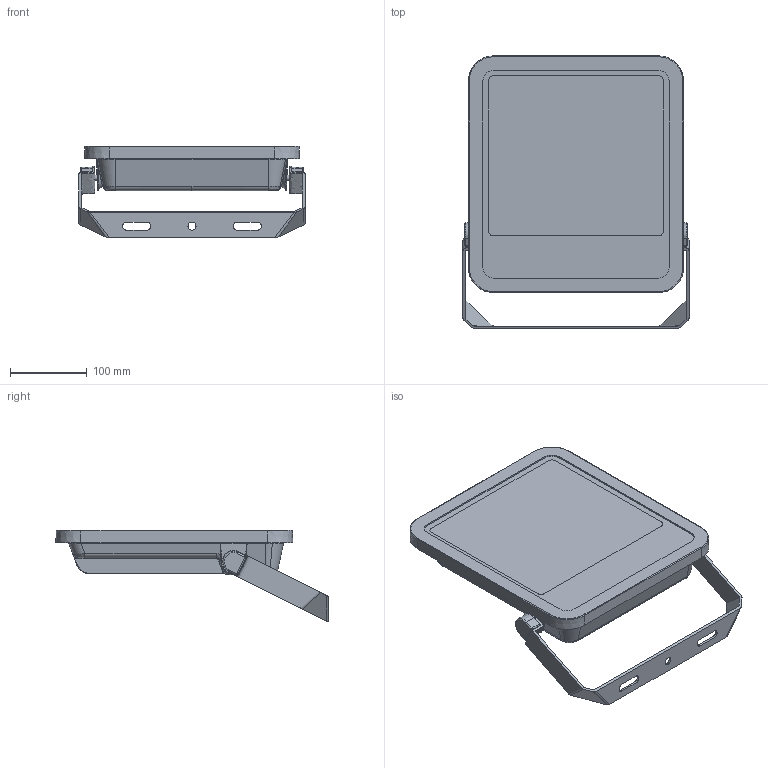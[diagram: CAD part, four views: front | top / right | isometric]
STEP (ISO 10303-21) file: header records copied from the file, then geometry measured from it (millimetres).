
FILE_DESCRIPTION (( 'STEP AP214' ), '1' );
FILE_NAME ('FL_G4_133W.STEP', '2024-05-30T06:49:02', ( '' ), ( '' ), 'SwSTEP 2.0', 'SolidWorks 2022', '' );
FILE_SCHEMA (( 'AUTOMOTIVE_DESIGN' ));
Length unit declared in the file: millimetre
Products named in the file (1): FL_G4_133W
Bounding box: 294 x 353.97 x 119.56 mm (x, y, z)
Volume: 1113726.2 mm3; surface area: 591499.8 mm2
Topology: 7 solids, 7 shells, 664 faces, 1628 edges, 929 vertices
Faces by surface type: bspline 244, cylinder 222, plane 154, cone 22, torus 14, sphere 8
Full cylindrical faces by diameter (mm): 6.8 x2, 7 x2, 10.5 x1
Entity records: 36333 total; most frequent: CARTESIAN_POINT 15628, ORIENTED_EDGE 3136, DIRECTION 2303, EDGE_CURVE 1568, VERTEX_POINT 928, AXIS2_PLACEMENT_3D 858, EDGE_LOOP 688, UNCERTAINTY_MEASURE_WITH_UNIT 673
